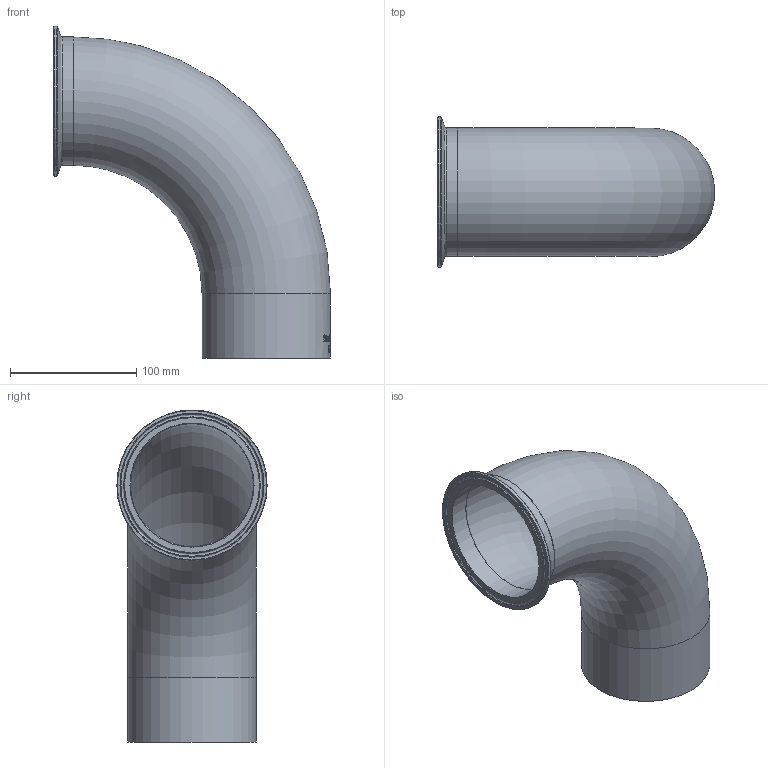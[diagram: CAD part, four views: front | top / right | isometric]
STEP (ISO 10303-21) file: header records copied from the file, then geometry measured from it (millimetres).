
FILE_DESCRIPTION(/* description */ (''),/* implementation_level */ '2;1');
FILE_NAME(/* name */ 'S2CKW-4.stp',/* time_stamp */ '2018-11-26T14:40:25-05:00',/* author */ ('ken'),/* organization */ (''),/* preprocessor_version */ 'ST-DEVELOPER v15.2',/* originating_system */ 'Autodesk Inventor 2014',/* authorisation */ '');
FILE_SCHEMA (('AUTOMOTIVE_DESIGN { 1 0 10303 214 3 1 1 }'));
Length unit declared in the file: inch
Products named in the file (1): S2CKW-4
Bounding box: 219.07 x 118.92 x 262.66 mm (x, y, z)
Volume: 213620.5 mm3; surface area: 198517.8 mm2
Topology: 1 solids, 1 shells, 354 faces, 949 edges, 629 vertices
Faces by surface type: bspline 162, plane 142, cylinder 36, torus 11, cone 3
Full cylindrical faces by diameter (mm): 97.384 x2, 101.6 x2, 118.923 x1
Entity records: 13759 total; most frequent: CARTESIAN_POINT 5880, ORIENTED_EDGE 1842, DIRECTION 1173, EDGE_CURVE 921, VERTEX_POINT 622, EDGE_LOOP 407, LINE 405, VECTOR 405
